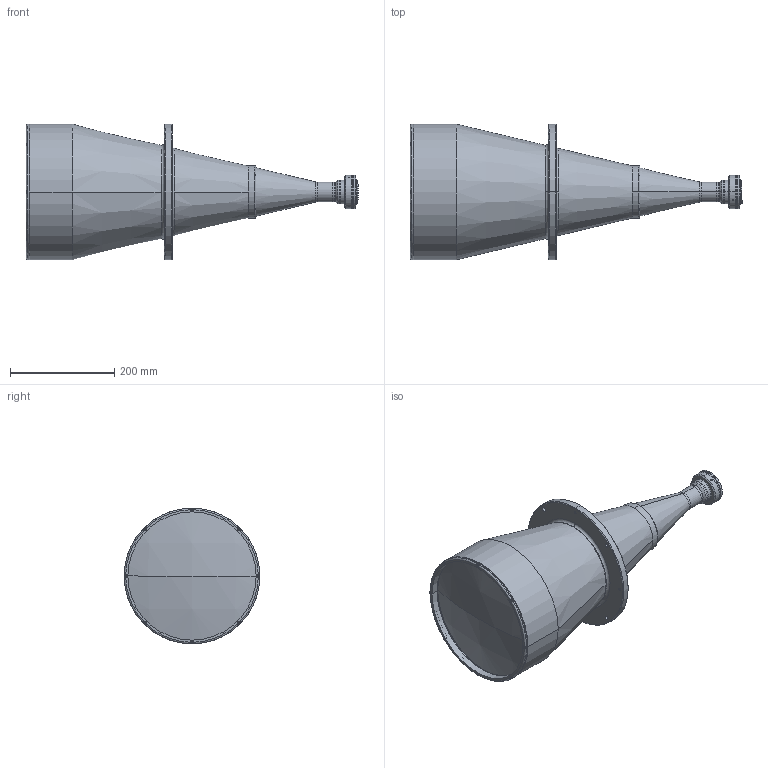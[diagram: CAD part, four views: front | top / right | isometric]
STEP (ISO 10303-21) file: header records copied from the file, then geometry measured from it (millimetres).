
FILE_DESCRIPTION (( 'STEP AP203' ), '1' );
FILE_NAME ('DP32129-A_TC4MHRP192-F.step', '2022-06-13T10:47:02', ( '' ), ( '' ), 'SwSTEP 2.0', 'SolidWorks 2021', '' );
FILE_SCHEMA (( 'CONFIG_CONTROL_DESIGN' ));
Length unit declared in the file: millimetre
Products named in the file (1): DP32129-A_TC4MHRP192-F
Bounding box: 636.3 x 260 x 260 mm (x, y, z)
Surface area: 459859.9 mm2 (no closed solid volume)
Topology: 0 solids, 31 shells, 216 faces, 737 edges, 530 vertices
Faces by surface type: cylinder 101, plane 49, torus 36, cone 26, sphere 4
Entity records: 8658 total; most frequent: CARTESIAN_POINT 2022, DIRECTION 1520, ORIENTED_EDGE 1103, EDGE_CURVE 737, AXIS2_PLACEMENT_3D 608, VERTEX_POINT 530, CIRCLE 391, VECTOR 304
